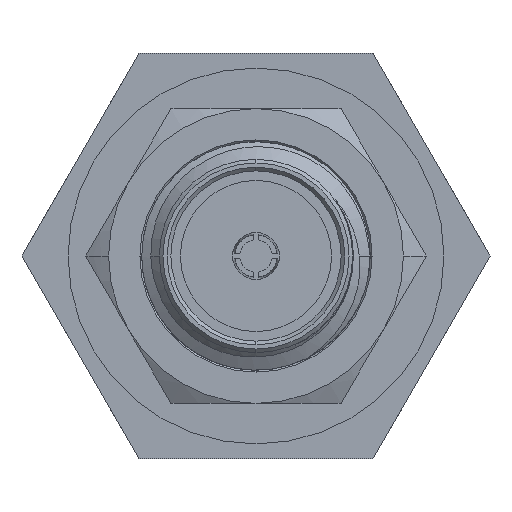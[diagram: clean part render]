
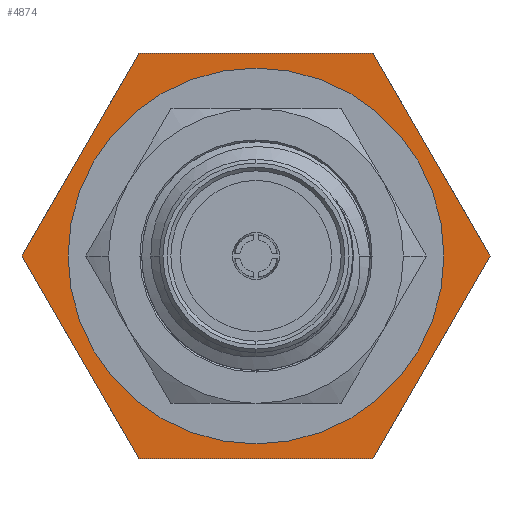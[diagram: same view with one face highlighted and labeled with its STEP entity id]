
A CAD part, left-side view. The second image highlights one B-rep face of the part: STEP entity #4874.
In plain terms, the highlighted planar face has unit normal (-1, 0, 0).
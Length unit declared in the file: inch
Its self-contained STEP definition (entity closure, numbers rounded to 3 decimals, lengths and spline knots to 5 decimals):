
#53 = EDGE_CURVE ( 'NONE', #7712, #1358, #2483, .T. ) ;
#235 = LINE ( 'NONE', #4918, #447 ) ;
#447 = VECTOR ( 'NONE', #4251, 39.37008 ) ;
#733 = CARTESIAN_POINT ( 'NONE',  ( 0.43307, -0.25003, 0. ) ) ;
#945 = ORIENTED_EDGE ( 'NONE', *, *, #8808, .F. ) ;
#1001 = CIRCLE ( 'NONE', #6035, 0.18504 ) ;
#1084 = DIRECTION ( 'NONE',  ( 0., 0.5, 0.866 ) ) ;
#1191 = PLANE ( 'NONE',  #2553 ) ;
#1308 = CARTESIAN_POINT ( 'NONE',  ( 0.43307, 0.25003, 0. ) ) ;
#1358 = VERTEX_POINT ( 'NONE', #2880 ) ;
#1776 = LINE ( 'NONE', #7993, #3837 ) ;
#1843 = DIRECTION ( 'NONE',  ( 0., 1., 0. ) ) ;
#1910 = DIRECTION ( 'NONE',  ( 0., 1., 0. ) ) ;
#1999 = EDGE_LOOP ( 'NONE', ( #945, #6629, #5186, #8698, #3689, #6605 ) ) ;
#2065 = EDGE_CURVE ( 'NONE', #6306, #4626, #1001, .T. ) ;
#2146 = LINE ( 'NONE', #6371, #4913 ) ;
#2483 = LINE ( 'NONE', #5990, #6749 ) ;
#2553 = AXIS2_PLACEMENT_3D ( 'NONE', #5923, #7458, #4524 ) ;
#2687 = CARTESIAN_POINT ( 'NONE',  ( 0.43307, 0., 0. ) ) ;
#2729 = DIRECTION ( 'NONE',  ( -1., 0., 0. ) ) ;
#2880 = CARTESIAN_POINT ( 'NONE',  ( 0.43307, -0.12502, 0.21654 ) ) ;
#2883 = VERTEX_POINT ( 'NONE', #733 ) ;
#2977 = LINE ( 'NONE', #5859, #5652 ) ;
#3665 = DIRECTION ( 'NONE',  ( 0., 0.5, -0.866 ) ) ;
#3689 = ORIENTED_EDGE ( 'NONE', *, *, #53, .F. ) ;
#3837 = VECTOR ( 'NONE', #1910, 39.37008 ) ;
#3938 = DIRECTION ( 'NONE',  ( -1., 0., 0. ) ) ;
#4251 = DIRECTION ( 'NONE',  ( 0., -0.5, -0.866 ) ) ;
#4447 = EDGE_CURVE ( 'NONE', #4626, #6306, #5688, .T. ) ;
#4479 = CARTESIAN_POINT ( 'NONE',  ( 0.43307, 0.12502, 0.21654 ) ) ;
#4524 = DIRECTION ( 'NONE',  ( 0., 0., 1. ) ) ;
#4626 = VERTEX_POINT ( 'NONE', #5732 ) ;
#4663 = CARTESIAN_POINT ( 'NONE',  ( 0.43307, 0., 0. ) ) ;
#4874 = ADVANCED_FACE ( 'NONE', ( #8009, #5333 ), #1191, .T. ) ;
#4913 = VECTOR ( 'NONE', #3665, 39.37008 ) ;
#4918 = CARTESIAN_POINT ( 'NONE',  ( 0.43307, -0.12502, 0.21654 ) ) ;
#4926 = DIRECTION ( 'NONE',  ( 0., -1., 0. ) ) ;
#4935 = ORIENTED_EDGE ( 'NONE', *, *, #4447, .F. ) ;
#5186 = ORIENTED_EDGE ( 'NONE', *, *, #8155, .F. ) ;
#5333 = FACE_OUTER_BOUND ( 'NONE', #1999, .T. ) ;
#5628 = EDGE_CURVE ( 'NONE', #5910, #7111, #1776, .T. ) ;
#5652 = VECTOR ( 'NONE', #1084, 39.37008 ) ;
#5688 = CIRCLE ( 'NONE', #6843, 0.18504 ) ;
#5732 = CARTESIAN_POINT ( 'NONE',  ( 0.43307, -0.18504, 0. ) ) ;
#5820 = VERTEX_POINT ( 'NONE', #1308 ) ;
#5859 = CARTESIAN_POINT ( 'NONE',  ( 0.43307, 0.12502, -0.21654 ) ) ;
#5910 = VERTEX_POINT ( 'NONE', #6854 ) ;
#5923 = CARTESIAN_POINT ( 'NONE',  ( 0.43307, 0., 0. ) ) ;
#5990 = CARTESIAN_POINT ( 'NONE',  ( 0.43307, 0.12502, 0.21654 ) ) ;
#6032 = DIRECTION ( 'NONE',  ( 0., -1., 0. ) ) ;
#6035 = AXIS2_PLACEMENT_3D ( 'NONE', #4663, #3938, #1843 ) ;
#6306 = VERTEX_POINT ( 'NONE', #8234 ) ;
#6371 = CARTESIAN_POINT ( 'NONE',  ( 0.43307, -0.25003, 0. ) ) ;
#6386 = EDGE_LOOP ( 'NONE', ( #4935, #7781 ) ) ;
#6605 = ORIENTED_EDGE ( 'NONE', *, *, #7843, .F. ) ;
#6629 = ORIENTED_EDGE ( 'NONE', *, *, #5628, .F. ) ;
#6670 = CARTESIAN_POINT ( 'NONE',  ( 0.43307, 0.12502, -0.21654 ) ) ;
#6749 = VECTOR ( 'NONE', #6032, 39.37008 ) ;
#6843 = AXIS2_PLACEMENT_3D ( 'NONE', #2687, #2729, #4926 ) ;
#6854 = CARTESIAN_POINT ( 'NONE',  ( 0.43307, -0.12502, -0.21654 ) ) ;
#6870 = DIRECTION ( 'NONE',  ( 0., -0.5, 0.866 ) ) ;
#7111 = VERTEX_POINT ( 'NONE', #6670 ) ;
#7458 = DIRECTION ( 'NONE',  ( -1., 0., 0. ) ) ;
#7498 = LINE ( 'NONE', #8134, #8379 ) ;
#7712 = VERTEX_POINT ( 'NONE', #4479 ) ;
#7781 = ORIENTED_EDGE ( 'NONE', *, *, #2065, .F. ) ;
#7843 = EDGE_CURVE ( 'NONE', #5820, #7712, #7498, .T. ) ;
#7993 = CARTESIAN_POINT ( 'NONE',  ( 0.43307, -0.12502, -0.21654 ) ) ;
#8009 = FACE_BOUND ( 'NONE', #6386, .T. ) ;
#8026 = EDGE_CURVE ( 'NONE', #1358, #2883, #235, .T. ) ;
#8134 = CARTESIAN_POINT ( 'NONE',  ( 0.43307, 0.25003, 0. ) ) ;
#8155 = EDGE_CURVE ( 'NONE', #2883, #5910, #2146, .T. ) ;
#8234 = CARTESIAN_POINT ( 'NONE',  ( 0.43307, 0.18504, 0. ) ) ;
#8379 = VECTOR ( 'NONE', #6870, 39.37008 ) ;
#8698 = ORIENTED_EDGE ( 'NONE', *, *, #8026, .F. ) ;
#8808 = EDGE_CURVE ( 'NONE', #7111, #5820, #2977, .T. ) ;
